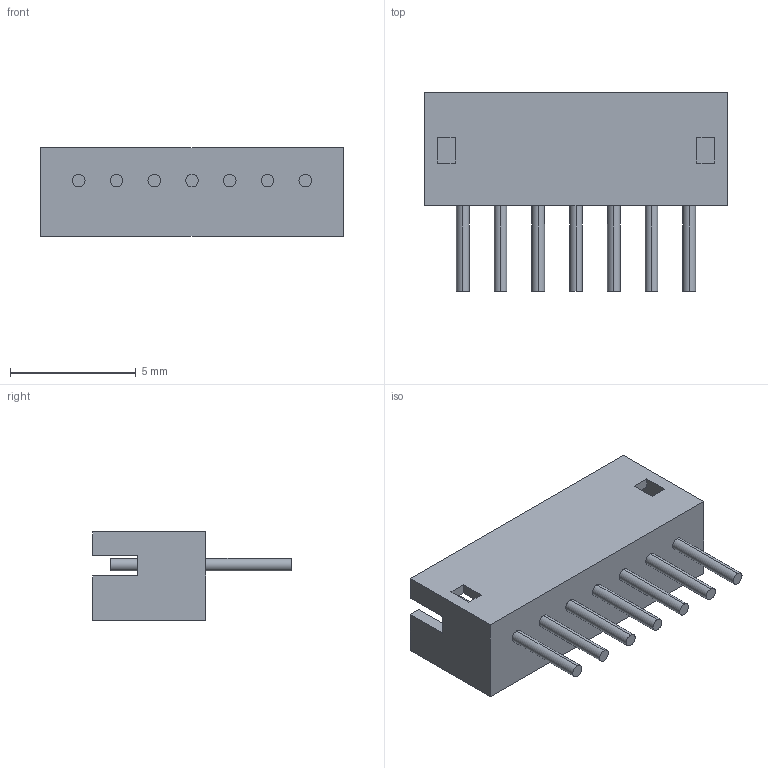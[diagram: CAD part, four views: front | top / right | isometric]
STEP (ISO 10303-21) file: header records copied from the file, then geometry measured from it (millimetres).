
FILE_DESCRIPTION (( 'STEP AP214' ), '1' );
FILE_NAME ('B7B-ZR-3.4.STEP', '2010-06-16T04:57:16', ( ' ' ), ( ' ' ), 'SwSTEP 2.0', 'SolidWorks 2005235', '' );
FILE_SCHEMA (( 'AUTOMOTIVE_DESIGN' ));
Length unit declared in the file: millimetre
Products named in the file (1): B7B-ZR-3.4
Bounding box: 12 x 7.9 x 3.5 mm (x, y, z)
Volume: 98.9 mm3; surface area: 375.4 mm2
Topology: 1 solids, 1 shells, 68 faces, 162 edges, 108 vertices
Faces by surface type: plane 40, cylinder 28
Entity records: 2761 total; most frequent: DIRECTION 356, CARTESIAN_POINT 339, ORIENTED_EDGE 324, EDGE_CURVE 162, AXIS2_PLACEMENT_3D 125, VERTEX_POINT 108, VECTOR 106, LINE 106
